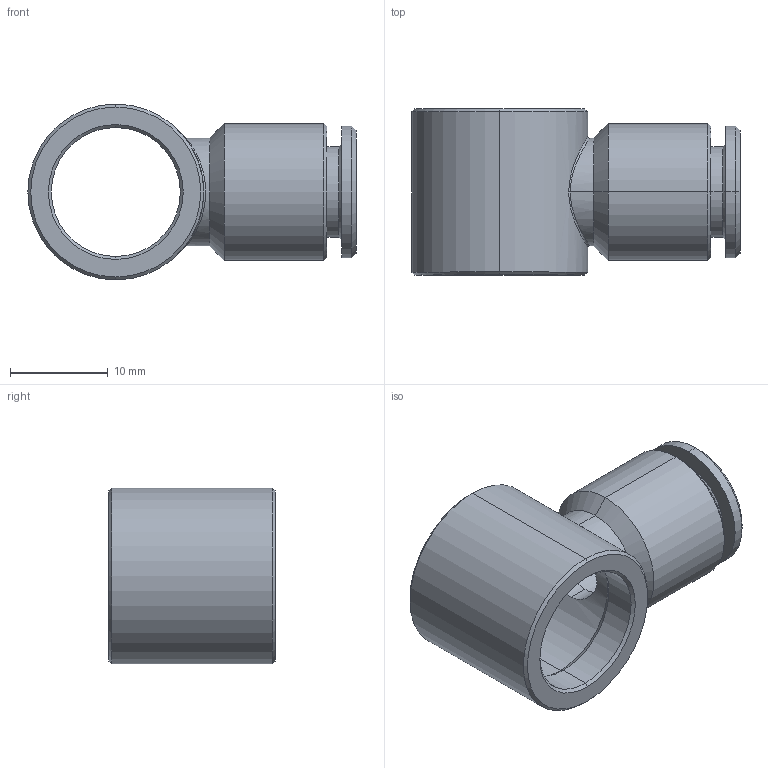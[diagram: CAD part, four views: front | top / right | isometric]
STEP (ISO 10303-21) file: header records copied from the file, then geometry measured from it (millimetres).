
FILE_DESCRIPTION(( 'RT.28.08.14.STEP' ), '1');
FILE_NAME( 'RT.28.08.14.STEP', '2018-10-08T15:36:40',( 'Sopra'),('sopra-pneumatic.com'), 'SwSTEP 2.0','SolidWorks 2009','' );
FILE_SCHEMA (( 'CONFIG_CONTROL_DESIGN' ));
Length unit declared in the file: millimetre
Products named in the file (1): B0180042
Bounding box: 33.6 x 17 x 18 mm (x, y, z)
Volume: 3196.9 mm3; surface area: 3157.5 mm2
Topology: 1 solids, 1 shells, 50 faces, 106 edges, 62 vertices
Faces by surface type: cone 22, cylinder 20, plane 6, bspline 2
Entity records: 1887 total; most frequent: CARTESIAN_POINT 707, DIRECTION 252, ORIENTED_EDGE 212, EDGE_CURVE 106, AXIS2_PLACEMENT_3D 105, VERTEX_POINT 62, EDGE_LOOP 58, CIRCLE 56
